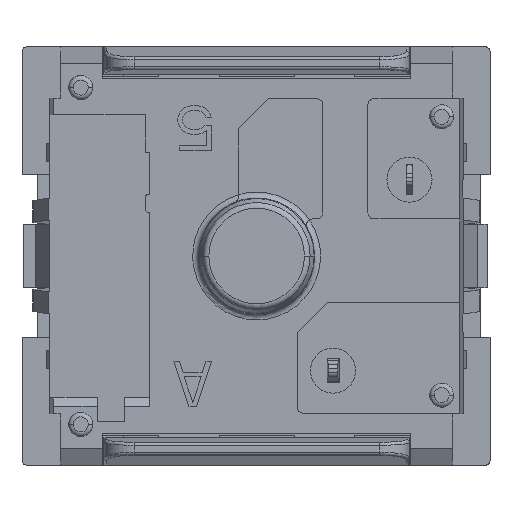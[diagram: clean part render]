
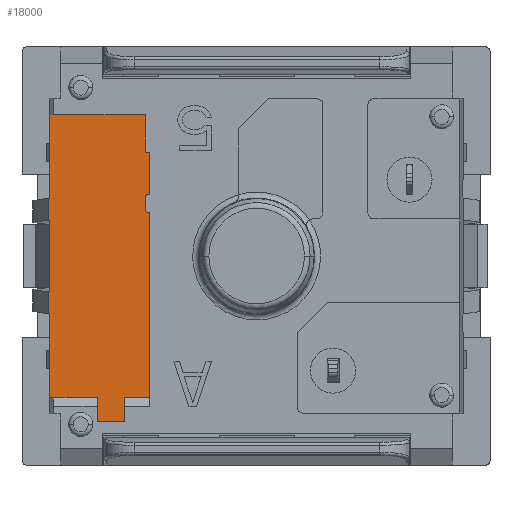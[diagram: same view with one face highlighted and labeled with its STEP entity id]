
A CAD part, front view. The second image highlights one B-rep face of the part: STEP entity #18000.
In plain terms, the highlighted planar face has unit normal (0, -1, 0).
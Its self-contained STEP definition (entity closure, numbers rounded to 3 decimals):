
#3867=DIRECTION('',(0.,0.,-1.));
#3868=VECTOR('',#3867,2.78);
#3869=CARTESIAN_POINT('',(-6.875,1.75,4.7));
#3870=LINE('',#3869,#3868);
#3883=DIRECTION('',(0.,0.,-1.));
#3884=VECTOR('',#3883,2.391);
#3885=CARTESIAN_POINT('',(-6.875,1.75,1.195));
#3886=LINE('',#3885,#3884);
#3899=DIRECTION('',(0.,0.,-1.));
#3900=VECTOR('',#3899,2.78);
#3901=CARTESIAN_POINT('',(-6.875,1.75,-1.92));
#3902=LINE('',#3901,#3900);
#3963=DIRECTION('',(-1.,0.,0.));
#3964=VECTOR('',#3963,3.175);
#3965=CARTESIAN_POINT('',(-3.7,1.75,4.7));
#3966=LINE('',#3965,#3964);
#3979=DIRECTION('',(-1.,0.,0.));
#3980=VECTOR('',#3979,0.85);
#3981=CARTESIAN_POINT('',(-3.55,1.75,-4.7));
#3982=LINE('',#3981,#3980);
#3983=DIRECTION('',(-1.,0.,0.));
#3984=VECTOR('',#3983,0.033);
#3985=CARTESIAN_POINT('',(-6.875,1.75,-1.92));
#3986=LINE('',#3985,#3984);
#3987=DIRECTION('',(0.,0.,1.));
#3988=VECTOR('',#3987,0.725);
#3989=CARTESIAN_POINT('',(-6.908,1.75,-1.92));
#3990=LINE('',#3989,#3988);
#3991=DIRECTION('',(1.,0.,0.));
#3992=VECTOR('',#3991,0.033);
#3993=CARTESIAN_POINT('',(-6.908,1.75,-1.195));
#3994=LINE('',#3993,#3992);
#3995=DIRECTION('',(-1.,0.,0.));
#3996=VECTOR('',#3995,0.033);
#3997=CARTESIAN_POINT('',(-6.875,1.75,1.195));
#3998=LINE('',#3997,#3996);
#3999=DIRECTION('',(0.,0.,1.));
#4000=VECTOR('',#3999,0.725);
#4001=CARTESIAN_POINT('',(-6.908,1.75,1.195));
#4002=LINE('',#4001,#4000);
#4003=DIRECTION('',(1.,0.,0.));
#4004=VECTOR('',#4003,0.033);
#4005=CARTESIAN_POINT('',(-6.908,1.75,1.92));
#4006=LINE('',#4005,#4004);
#4007=DIRECTION('',(-1.,0.,0.));
#4008=VECTOR('',#4007,0.05);
#4009=CARTESIAN_POINT('',(-3.55,1.75,2.05));
#4010=LINE('',#4009,#4008);
#4011=CARTESIAN_POINT('',(-3.6,1.75,1.95));
#4012=DIRECTION('',(0.,-1.,0.));
#4013=DIRECTION('',(0.,0.,1.));
#4014=AXIS2_PLACEMENT_3D('',#4011,#4012,#4013);
#4016=DIRECTION('',(0.,0.,-1.));
#4017=VECTOR('',#4016,0.4);
#4018=CARTESIAN_POINT('',(-3.7,1.75,1.95));
#4019=LINE('',#4018,#4017);
#4020=CARTESIAN_POINT('',(-3.6,1.75,1.55));
#4021=DIRECTION('',(0.,-1.,0.));
#4022=DIRECTION('',(-1.,0.,0.));
#4023=AXIS2_PLACEMENT_3D('',#4020,#4021,#4022);
#4025=DIRECTION('',(1.,0.,0.));
#4026=VECTOR('',#4025,0.05);
#4027=CARTESIAN_POINT('',(-3.6,1.75,1.45));
#4028=LINE('',#4027,#4026);
#4029=DIRECTION('',(0.,0.,1.));
#4030=VECTOR('',#4029,6.15);
#4031=CARTESIAN_POINT('',(-3.55,1.75,-4.7));
#4032=LINE('',#4031,#4030);
#4061=DIRECTION('',(0.,0.,1.));
#4062=VECTOR('',#4061,1.4);
#4063=CARTESIAN_POINT('',(-3.55,1.75,2.05));
#4064=LINE('',#4063,#4062);
#4069=DIRECTION('',(-1.,0.,0.));
#4070=VECTOR('',#4069,0.15);
#4071=CARTESIAN_POINT('',(-3.55,1.75,3.45));
#4072=LINE('',#4071,#4070);
#4077=DIRECTION('',(0.,0.,1.));
#4078=VECTOR('',#4077,1.25);
#4079=CARTESIAN_POINT('',(-3.7,1.75,3.45));
#4080=LINE('',#4079,#4078);
#5971=DIRECTION('',(0.,0.,-1.));
#5972=VECTOR('',#5971,0.8);
#5973=CARTESIAN_POINT('',(-5.3,1.75,-4.7));
#5974=LINE('',#5973,#5972);
#5975=DIRECTION('',(1.,0.,0.));
#5976=VECTOR('',#5975,1.575);
#5977=CARTESIAN_POINT('',(-6.875,1.75,-4.7));
#5978=LINE('',#5977,#5976);
#5991=DIRECTION('',(1.,0.,0.));
#5992=VECTOR('',#5991,0.9);
#5993=CARTESIAN_POINT('',(-5.3,1.75,-5.5));
#5994=LINE('',#5993,#5992);
#5999=DIRECTION('',(0.,0.,1.));
#6000=VECTOR('',#5999,0.8);
#6001=CARTESIAN_POINT('',(-4.4,1.75,-5.5));
#6002=LINE('',#6001,#6000);
#11525=CARTESIAN_POINT('',(-6.875,1.75,4.7));
#11527=VERTEX_POINT('',#11525);
#11529=CARTESIAN_POINT('',(-6.875,1.75,1.92));
#11530=VERTEX_POINT('',#11529);
#11535=CARTESIAN_POINT('',(-6.875,1.75,1.195));
#11536=VERTEX_POINT('',#11535);
#11537=CARTESIAN_POINT('',(-6.875,1.75,-1.195));
#11538=VERTEX_POINT('',#11537);
#11543=CARTESIAN_POINT('',(-6.875,1.75,-1.92));
#11544=VERTEX_POINT('',#11543);
#11545=CARTESIAN_POINT('',(-6.875,1.75,-4.7));
#11546=VERTEX_POINT('',#11545);
#11571=CARTESIAN_POINT('',(-3.7,1.75,4.7));
#11572=VERTEX_POINT('',#11571);
#11577=CARTESIAN_POINT('',(-3.55,1.75,-4.7));
#11578=CARTESIAN_POINT('',(-3.55,1.75,1.45));
#11579=VERTEX_POINT('',#11577);
#11580=VERTEX_POINT('',#11578);
#11581=CARTESIAN_POINT('',(-4.4,1.75,-4.7));
#11582=VERTEX_POINT('',#11581);
#11583=CARTESIAN_POINT('',(-4.4,1.75,-5.5));
#11584=VERTEX_POINT('',#11583);
#11585=CARTESIAN_POINT('',(-5.3,1.75,-5.5));
#11586=VERTEX_POINT('',#11585);
#11587=CARTESIAN_POINT('',(-5.3,1.75,-4.7));
#11588=VERTEX_POINT('',#11587);
#11589=CARTESIAN_POINT('',(-6.908,1.75,-1.92));
#11590=VERTEX_POINT('',#11589);
#11591=CARTESIAN_POINT('',(-6.908,1.75,-1.195));
#11592=VERTEX_POINT('',#11591);
#11593=CARTESIAN_POINT('',(-6.908,1.75,1.195));
#11594=VERTEX_POINT('',#11593);
#11595=CARTESIAN_POINT('',(-6.908,1.75,1.92));
#11596=VERTEX_POINT('',#11595);
#11597=CARTESIAN_POINT('',(-3.7,1.75,3.45));
#11598=VERTEX_POINT('',#11597);
#11599=CARTESIAN_POINT('',(-3.55,1.75,3.45));
#11600=VERTEX_POINT('',#11599);
#11601=CARTESIAN_POINT('',(-3.55,1.75,2.05));
#11602=VERTEX_POINT('',#11601);
#11603=CARTESIAN_POINT('',(-3.6,1.75,2.05));
#11604=VERTEX_POINT('',#11603);
#11605=CARTESIAN_POINT('',(-3.7,1.75,1.95));
#11606=VERTEX_POINT('',#11605);
#11607=CARTESIAN_POINT('',(-3.7,1.75,1.55));
#11608=VERTEX_POINT('',#11607);
#11609=CARTESIAN_POINT('',(-3.6,1.75,1.45));
#11610=VERTEX_POINT('',#11609);
#17949=CARTESIAN_POINT('',(-4.075,1.75,4.075));
#17950=DIRECTION('',(0.,1.,0.));
#17951=DIRECTION('',(0.,0.,-1.));
#17952=AXIS2_PLACEMENT_3D('',#17949,#17950,#17951);
#17953=PLANE('',#17952);
#17955=ORIENTED_EDGE('',*,*,#17954,.F.);
#17957=ORIENTED_EDGE('',*,*,#17956,.T.);
#17959=ORIENTED_EDGE('',*,*,#17958,.F.);
#17961=ORIENTED_EDGE('',*,*,#17960,.F.);
#17963=ORIENTED_EDGE('',*,*,#17962,.F.);
#17965=ORIENTED_EDGE('',*,*,#17964,.F.);
#17966=ORIENTED_EDGE('',*,*,#17891,.F.);
#17968=ORIENTED_EDGE('',*,*,#17967,.T.);
#17970=ORIENTED_EDGE('',*,*,#17969,.T.);
#17972=ORIENTED_EDGE('',*,*,#17971,.T.);
#17973=ORIENTED_EDGE('',*,*,#17883,.F.);
#17975=ORIENTED_EDGE('',*,*,#17974,.T.);
#17977=ORIENTED_EDGE('',*,*,#17976,.T.);
#17979=ORIENTED_EDGE('',*,*,#17978,.T.);
#17980=ORIENTED_EDGE('',*,*,#17875,.F.);
#17981=ORIENTED_EDGE('',*,*,#17937,.F.);
#17983=ORIENTED_EDGE('',*,*,#17982,.F.);
#17985=ORIENTED_EDGE('',*,*,#17984,.F.);
#17987=ORIENTED_EDGE('',*,*,#17986,.F.);
#17989=ORIENTED_EDGE('',*,*,#17988,.T.);
#17991=ORIENTED_EDGE('',*,*,#17990,.T.);
#17993=ORIENTED_EDGE('',*,*,#17992,.T.);
#17995=ORIENTED_EDGE('',*,*,#17994,.T.);
#17997=ORIENTED_EDGE('',*,*,#17996,.T.);
#17998=EDGE_LOOP('',(#17955,#17957,#17959,#17961,#17963,#17965,#17966,#17968,
#17970,#17972,#17973,#17975,#17977,#17979,#17980,#17981,#17983,#17985,#17987,
#17989,#17991,#17993,#17995,#17997));
#17999=FACE_OUTER_BOUND('',#17998,.F.);
#18000=ADVANCED_FACE('',(#17999),#17953,.F.);
#4015=CIRCLE('',#4014,0.1);
#4024=CIRCLE('',#4023,0.1);
#17875=EDGE_CURVE('',#11527,#11530,#3870,.T.);
#17883=EDGE_CURVE('',#11536,#11538,#3886,.T.);
#17891=EDGE_CURVE('',#11544,#11546,#3902,.T.);
#17937=EDGE_CURVE('',#11572,#11527,#3966,.T.);
#17954=EDGE_CURVE('',#11579,#11580,#4032,.T.);
#17956=EDGE_CURVE('',#11579,#11582,#3982,.T.);
#17958=EDGE_CURVE('',#11584,#11582,#6002,.T.);
#17960=EDGE_CURVE('',#11586,#11584,#5994,.T.);
#17962=EDGE_CURVE('',#11588,#11586,#5974,.T.);
#17964=EDGE_CURVE('',#11546,#11588,#5978,.T.);
#17967=EDGE_CURVE('',#11544,#11590,#3986,.T.);
#17969=EDGE_CURVE('',#11590,#11592,#3990,.T.);
#17971=EDGE_CURVE('',#11592,#11538,#3994,.T.);
#17974=EDGE_CURVE('',#11536,#11594,#3998,.T.);
#17976=EDGE_CURVE('',#11594,#11596,#4002,.T.);
#17978=EDGE_CURVE('',#11596,#11530,#4006,.T.);
#17982=EDGE_CURVE('',#11598,#11572,#4080,.T.);
#17984=EDGE_CURVE('',#11600,#11598,#4072,.T.);
#17986=EDGE_CURVE('',#11602,#11600,#4064,.T.);
#17988=EDGE_CURVE('',#11602,#11604,#4010,.T.);
#17990=EDGE_CURVE('',#11604,#11606,#4015,.T.);
#17992=EDGE_CURVE('',#11606,#11608,#4019,.T.);
#17994=EDGE_CURVE('',#11608,#11610,#4024,.T.);
#17996=EDGE_CURVE('',#11610,#11580,#4028,.T.);
